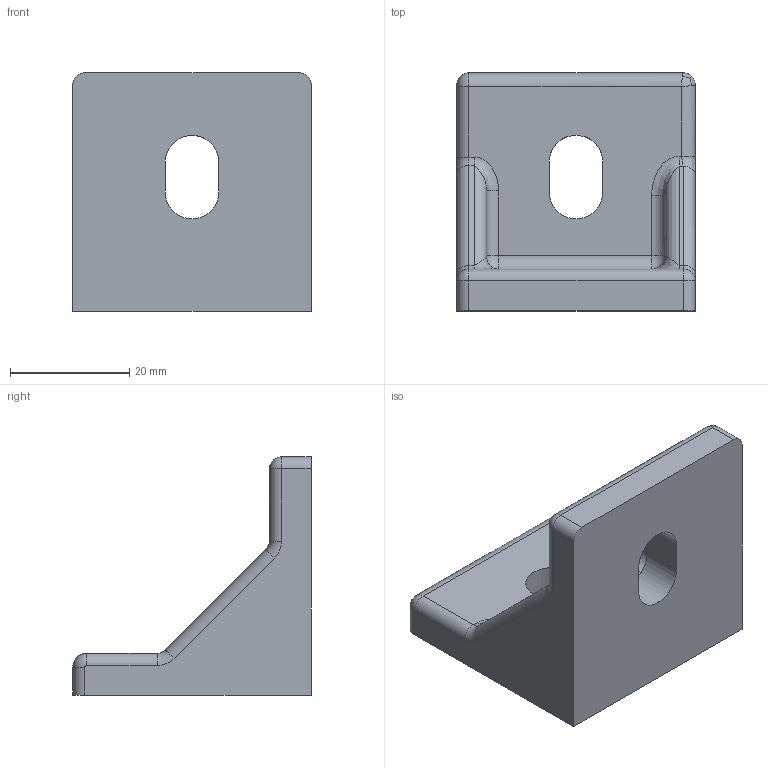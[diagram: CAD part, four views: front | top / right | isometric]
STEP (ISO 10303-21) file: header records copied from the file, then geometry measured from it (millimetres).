
FILE_DESCRIPTION(('Creo Elements/Direct Modeling STEP Export'),'2;1');
FILE_NAME('44.0206_Haltewinkel-MMS-44_40x40x40-LL9mm.stp','2022-03-21T 8:57:47',(''),(''),'PTC Creo Elements/Direct Modeling STEP processor for AP214 (Solid Model)','PTC Creo Elements/Direct Modeling 19.0C 15-Aug-2015 (C) Parametric Technology GmbH','');
FILE_SCHEMA(('AUTOMOTIVE_DESIGN { 1 0 10303 214 1 1 1 1 }'));
Length unit declared in the file: millimetre
Products named in the file (2): Haltewinkel-MMS-44_40x40x40-LL9mm_44.0206_PX173444
Assembly tree (1 placements, depth 2):
  Haltewinkel-MMS-44_40x40x40-LL9mm_44.0206_PX173444
    Haltewinkel-MMS-44_40x40x40-LL9mm_44.0206_PX173444
Bounding box: 40 x 40 x 40 mm (x, y, z)
Volume: 20387.4 mm3; surface area: 7733.9 mm2
Topology: 1 solids, 1 shells, 62 faces, 150 edges, 87 vertices
Faces by surface type: cylinder 27, plane 19, bspline 8, torus 5, sphere 3
Entity records: 2336 total; most frequent: CARTESIAN_POINT 915, ORIENTED_EDGE 294, DIRECTION 274, EDGE_CURVE 147, AXIS2_PLACEMENT_3D 100, VERTEX_POINT 87, VECTOR 74, LINE 74
